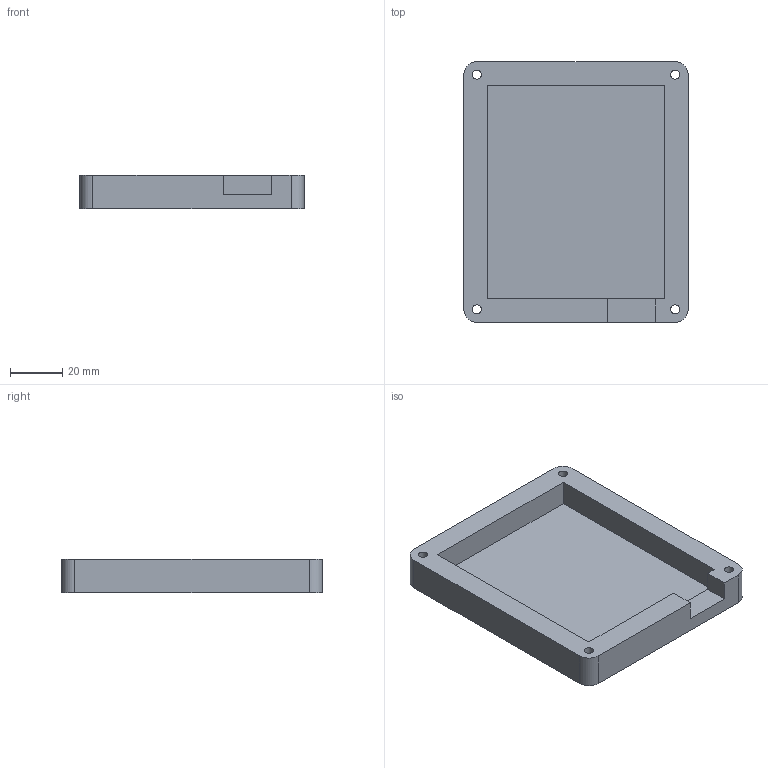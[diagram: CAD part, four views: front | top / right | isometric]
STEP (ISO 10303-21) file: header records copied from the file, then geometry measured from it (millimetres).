
FILE_DESCRIPTION(/* description */ (''),/* implementation_level */ '2;1');
FILE_NAME(/* name */ 'CAD_Case.step',/* time_stamp */ '2025-07-31T16:02:41+05:30',/* author */ (''),/* organization */ (''),/* preprocessor_version */ 'ST-DEVELOPER v20.1',/* originating_system */ 'Autodesk Translation Framework v14.10.0.0',/* authorisation */ '');
FILE_SCHEMA (('AUTOMOTIVE_DESIGN { 1 0 10303 214 3 1 1 }'));
Length unit declared in the file: millimetre
Products named in the file (2): 2025-07-31-06-01-29-395; 2025-07-31-06-01-29-396
Assembly tree (1 placements, depth 2):
  2025-07-31-06-01-29-395
    2025-07-31-06-01-29-396
Bounding box: 86 x 100 x 13 mm (x, y, z)
Volume: 53756.7 mm3; surface area: 25380.1 mm2
Topology: 1 solids, 1 shells, 263 faces, 720 edges, 480 vertices
Faces by surface type: bspline 166, plane 85, cylinder 12
Full cylindrical faces by diameter (mm): 3.5 x4, 6 x4
Entity records: 9914 total; most frequent: CARTESIAN_POINT 4288, ORIENTED_EDGE 1440, EDGE_CURVE 720, DIRECTION 612, VERTEX_POINT 480, LINE 364, VECTOR 364, B_SPLINE_CURVE_WITH_KNOTS 332
